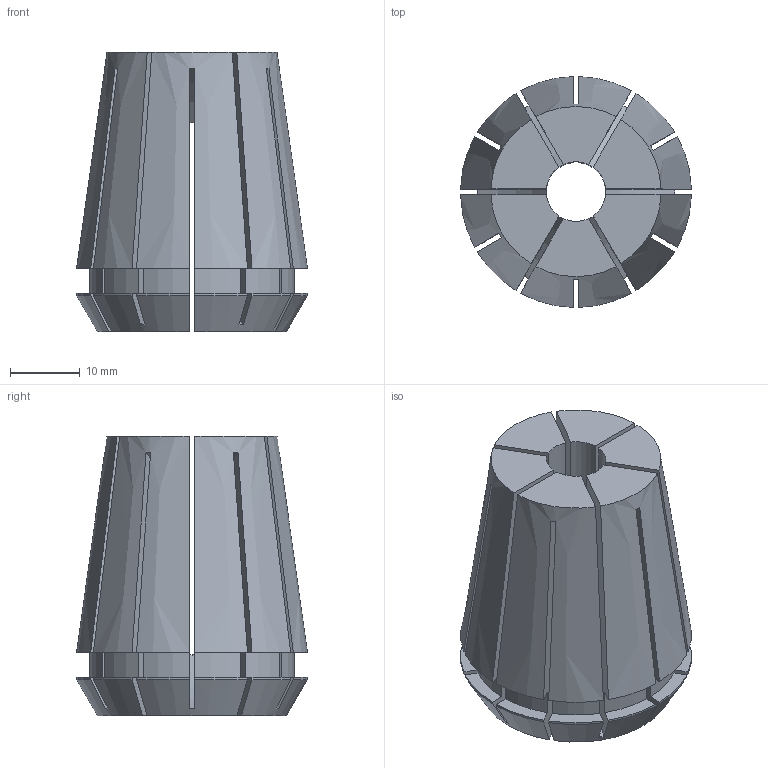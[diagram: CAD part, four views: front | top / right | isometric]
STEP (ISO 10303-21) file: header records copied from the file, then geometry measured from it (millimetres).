
FILE_DESCRIPTION (( 'STEP AP203' ), '1' );
FILE_NAME ('STP-SAKEM-04332-ST-08.5.STEP', '2021-02-01T00:58:45', ( '' ), ( '' ), 'SwSTEP 2.0', 'SolidWorks 2017', '' );
FILE_SCHEMA (( 'CONFIG_CONTROL_DESIGN' ));
Length unit declared in the file: millimetre
Products named in the file (1): STP-SAKEM-04332-ST-08.5
Bounding box: 32.99 x 32.99 x 40 mm (x, y, z)
Volume: 20879.9 mm3; surface area: 14245.4 mm2
Topology: 1 solids, 1 shells, 111 faces, 333 edges, 222 vertices
Faces by surface type: plane 60, cylinder 38, cone 13
Entity records: 3982 total; most frequent: CARTESIAN_POINT 940, ORIENTED_EDGE 666, DIRECTION 593, EDGE_CURVE 333, AXIS2_PLACEMENT_3D 223, VERTEX_POINT 222, VECTOR 147, LINE 147
